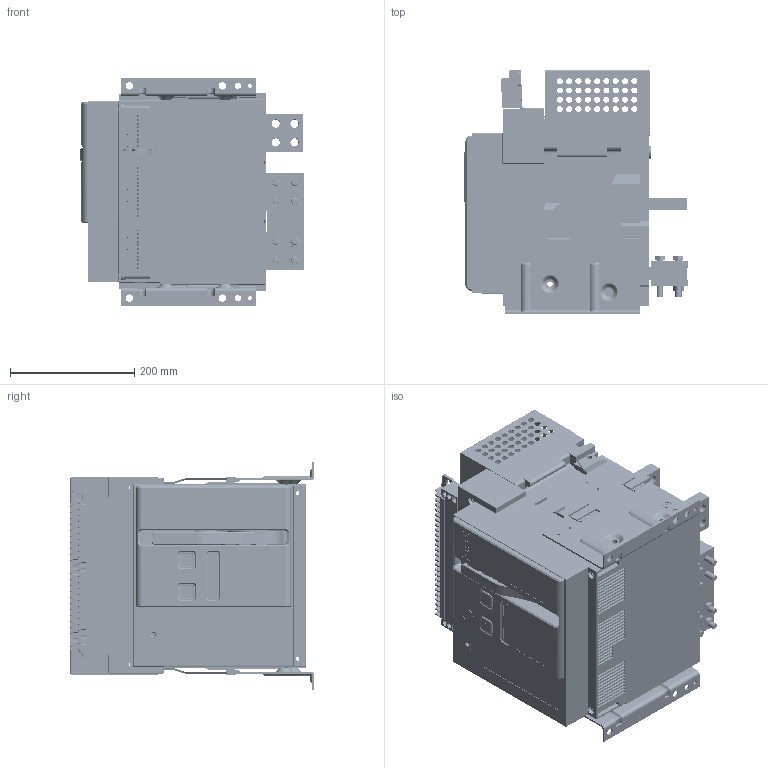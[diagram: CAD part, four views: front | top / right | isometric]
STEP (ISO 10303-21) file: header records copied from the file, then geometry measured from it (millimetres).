
FILE_DESCRIPTION((''),'2;1');
FILE_NAME('CDWNEGZ-2500-1600-3PF_SW0002','2024-09-09T',('zhongyao.huang'),(''),'PRO/ENGINEER BY PARAMETRIC TECHNOLOGY CORPORATION, 2015440','PRO/ENGINEER BY PARAMETRIC TECHNOLOGY CORPORATION, 2015440','');
FILE_SCHEMA(('CONFIG_CONTROL_DESIGN'));
Products named in the file (1): CDWNEGZ-2500-1600-3PF_SW0002
Bounding box: 359.93 x 393 x 368 mm (x, y, z)
Volume: 14288645.8 mm3; surface area: 2247353.4 mm2
Topology: 14 solids, 32 shells, 6582 faces, 18360 edges, 11962 vertices
Faces by surface type: plane 4316, cylinder 1623, cone 290, extrusion 134, torus 128, bspline 78, sphere 13
Entity records: 232801 total; most frequent: CARTESIAN_POINT 60697, ORIENTED_EDGE 36720, DIRECTION 34347, EDGE_CURVE 18360, VECTOR 13839, LINE 13705, VERTEX_POINT 11962, AXIS2_PLACEMENT_3D 10254
